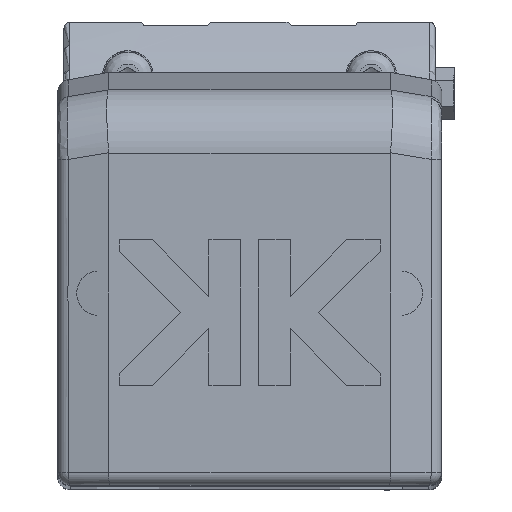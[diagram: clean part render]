
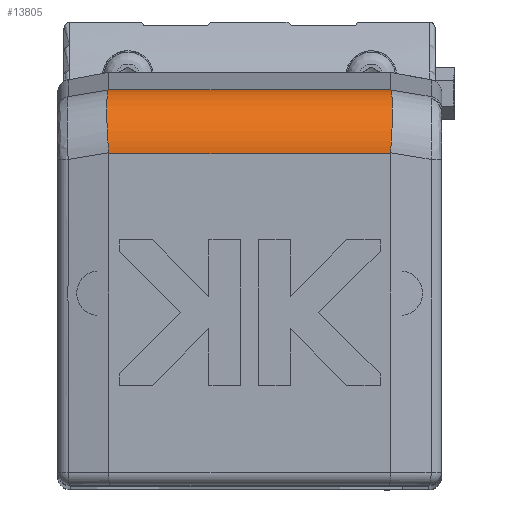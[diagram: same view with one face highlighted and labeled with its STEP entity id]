
A CAD part, top view. The second image highlights one B-rep face of the part: STEP entity #13805.
In plain terms, the highlighted cylindrical face has radius 10 mm (diameter 20 mm), a partial arc.
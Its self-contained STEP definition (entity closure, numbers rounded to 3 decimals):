
#119=ELLIPSE('',#14944,57.588,10.);
#128=ELLIPSE('',#15062,10.07,10.);
#130=ELLIPSE('',#15065,57.588,10.);
#134=ELLIPSE('',#15072,57.588,10.);
#135=ELLIPSE('',#15073,10.07,10.);
#136=ELLIPSE('',#15074,57.588,10.);
#1639=FACE_OUTER_BOUND('',#2432,.T.);
#2432=EDGE_LOOP('',(#11340,#11341,#11342,#11343,#11344,#11345,#11346,#11347));
#4162=LINE('',#22330,#5334);
#4278=LINE('',#22863,#5450);
#5334=VECTOR('',#17491,10.);
#5450=VECTOR('',#17843,10.);
#6554=VERTEX_POINT('',#22302);
#6555=VERTEX_POINT('',#22304);
#6563=VERTEX_POINT('',#22329);
#6652=VERTEX_POINT('',#22811);
#6655=VERTEX_POINT('',#22819);
#6661=VERTEX_POINT('',#22862);
#6662=VERTEX_POINT('',#22864);
#6663=VERTEX_POINT('',#22866);
#8147=EDGE_CURVE('',#6555,#6554,#119,.T.);
#8160=EDGE_CURVE('',#6563,#6555,#4162,.T.);
#8316=EDGE_CURVE('',#6652,#6554,#128,.T.);
#8320=EDGE_CURVE('',#6652,#6655,#130,.T.);
#8329=EDGE_CURVE('',#6655,#6661,#4278,.T.);
#8330=EDGE_CURVE('',#6661,#6662,#134,.T.);
#8331=EDGE_CURVE('',#6662,#6663,#135,.T.);
#8332=EDGE_CURVE('',#6663,#6563,#136,.T.);
#11340=ORIENTED_EDGE('',*,*,#8160,.T.);
#11341=ORIENTED_EDGE('',*,*,#8147,.T.);
#11342=ORIENTED_EDGE('',*,*,#8316,.F.);
#11343=ORIENTED_EDGE('',*,*,#8320,.T.);
#11344=ORIENTED_EDGE('',*,*,#8329,.T.);
#11345=ORIENTED_EDGE('',*,*,#8330,.T.);
#11346=ORIENTED_EDGE('',*,*,#8331,.T.);
#11347=ORIENTED_EDGE('',*,*,#8332,.T.);
#13317=CYLINDRICAL_SURFACE('',#15071,10.);
#13805=ADVANCED_FACE('',(#1639),#13317,.T.);
#14944=AXIS2_PLACEMENT_3D('',#22305,#17464,#17465);
#15062=AXIS2_PLACEMENT_3D('',#22813,#17818,#17819);
#15065=AXIS2_PLACEMENT_3D('',#22821,#17826,#17827);
#15071=AXIS2_PLACEMENT_3D('',#22861,#17841,#17842);
#15072=AXIS2_PLACEMENT_3D('',#22865,#17844,#17845);
#15073=AXIS2_PLACEMENT_3D('',#22867,#17846,#17847);
#15074=AXIS2_PLACEMENT_3D('',#22868,#17848,#17849);
#17464=DIRECTION('center_axis',(-0.174,0.,
-0.985));
#17465=DIRECTION('ref_axis',(-0.985,0.,0.174));
#17491=DIRECTION('',(1.,0.,0.));
#17818=DIRECTION('center_axis',(0.993,-0.08,-0.086));
#17819=DIRECTION('ref_axis',(-0.118,-0.677,-0.726));
#17826=DIRECTION('center_axis',(-0.174,-0.982,-0.069));
#17827=DIRECTION('ref_axis',(-0.985,0.173,0.012));
#17841=DIRECTION('center_axis',(1.,0.,0.));
#17842=DIRECTION('ref_axis',(0.,0.682,0.731));
#17843=DIRECTION('',(-1.,0.,0.));
#17844=DIRECTION('center_axis',(0.174,-0.982,-0.069));
#17845=DIRECTION('ref_axis',(0.985,0.173,0.012));
#17846=DIRECTION('center_axis',(0.993,0.08,0.086));
#17847=DIRECTION('ref_axis',(-0.118,0.677,0.726));
#17848=DIRECTION('center_axis',(0.174,0.,
-0.985));
#17849=DIRECTION('ref_axis',(0.985,0.,0.174));
#22302=CARTESIAN_POINT('',(22.006,24.452,410.499));
#22304=CARTESIAN_POINT('',(22.,24.311,410.5));
#22305=CARTESIAN_POINT('Origin',(78.713,24.311,400.5));
#22329=CARTESIAN_POINT('',(-22.,24.311,410.5));
#22330=CARTESIAN_POINT('',(0.,24.311,410.5));
#22811=CARTESIAN_POINT('',(22.006,34.276,401.338));
#22813=CARTESIAN_POINT('Origin',(21.125,24.311,400.5));
#22819=CARTESIAN_POINT('',(22.,34.287,401.198));
#22821=CARTESIAN_POINT('Origin',(78.713,24.311,400.5));
#22861=CARTESIAN_POINT('Origin',(0.,24.311,400.5));
#22862=CARTESIAN_POINT('',(-22.,34.287,401.198));
#22863=CARTESIAN_POINT('',(0.,34.287,401.198));
#22864=CARTESIAN_POINT('',(-22.006,34.276,401.338));
#22865=CARTESIAN_POINT('Origin',(-78.713,24.311,400.5));
#22866=CARTESIAN_POINT('',(-22.006,24.452,410.499));
#22867=CARTESIAN_POINT('Origin',(-21.125,24.311,400.5));
#22868=CARTESIAN_POINT('Origin',(-78.713,24.311,400.5));
